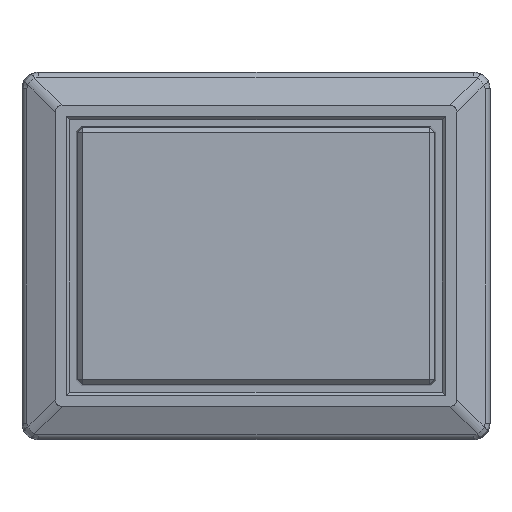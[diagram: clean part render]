
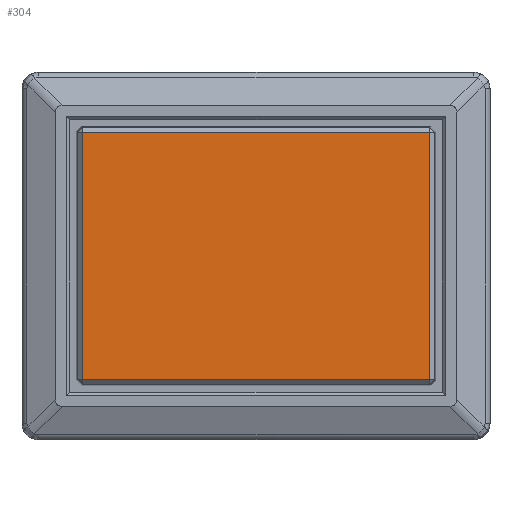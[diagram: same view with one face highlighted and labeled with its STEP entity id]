
A CAD part, top view. The second image highlights one B-rep face of the part: STEP entity #304.
In plain terms, the highlighted face is planar.
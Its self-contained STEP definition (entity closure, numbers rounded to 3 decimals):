
#304 = ADVANCED_FACE ( 'NONE', ( #11249 ), #16546, .F. ) ;
#499 = VERTEX_POINT ( 'NONE', #4184 ) ;
#1798 = VECTOR ( 'NONE', #12720, 1000. ) ;
#2072 = DIRECTION ( 'NONE',  ( 1., 0., 0. ) ) ;
#2233 = EDGE_CURVE ( 'NONE', #10224, #499, #9200, .T. ) ;
#2338 = LINE ( 'NONE', #7516, #1798 ) ;
#2758 = DIRECTION ( 'NONE',  ( 0., 0., 1. ) ) ;
#2891 = LINE ( 'NONE', #8068, #3160 ) ;
#3014 = EDGE_CURVE ( 'NONE', #8512, #3416, #2891, .T. ) ;
#3160 = VECTOR ( 'NONE', #13276, 1000. ) ;
#3243 = VECTOR ( 'NONE', #2072, 1000. ) ;
#3392 = CARTESIAN_POINT ( 'NONE',  ( 10.396, 0., -7.396 ) ) ;
#3416 = VERTEX_POINT ( 'NONE', #6608 ) ;
#4184 = CARTESIAN_POINT ( 'NONE',  ( 10.396, 0., 7.396 ) ) ;
#4797 = CARTESIAN_POINT ( 'NONE',  ( -10.396, 0., 7.396 ) ) ;
#6608 = CARTESIAN_POINT ( 'NONE',  ( -10.396, 0., -7.396 ) ) ;
#7516 = CARTESIAN_POINT ( 'NONE',  ( 0., 0., -7.396 ) ) ;
#7631 = ORIENTED_EDGE ( 'NONE', *, *, #3014, .F. ) ;
#7939 = EDGE_LOOP ( 'NONE', ( #13584, #8225, #7631, #9225 ) ) ;
#8068 = CARTESIAN_POINT ( 'NONE',  ( -10.396, 0., 0. ) ) ;
#8225 = ORIENTED_EDGE ( 'NONE', *, *, #10903, .F. ) ;
#8512 = VERTEX_POINT ( 'NONE', #15798 ) ;
#8520 = LINE ( 'NONE', #13749, #3243 ) ;
#9200 = LINE ( 'NONE', #14461, #16482 ) ;
#9225 = ORIENTED_EDGE ( 'NONE', *, *, #16354, .T. ) ;
#9975 = DIRECTION ( 'NONE',  ( 0., -1., 0. ) ) ;
#10224 = VERTEX_POINT ( 'NONE', #3392 ) ;
#10903 = EDGE_CURVE ( 'NONE', #3416, #10224, #2338, .T. ) ;
#11249 = FACE_OUTER_BOUND ( 'NONE', #7939, .T. ) ;
#12720 = DIRECTION ( 'NONE',  ( 1., 0., 0. ) ) ;
#13276 = DIRECTION ( 'NONE',  ( 0., 0., -1. ) ) ;
#13584 = ORIENTED_EDGE ( 'NONE', *, *, #2233, .F. ) ;
#13749 = CARTESIAN_POINT ( 'NONE',  ( 0., 0., 7.396 ) ) ;
#14461 = CARTESIAN_POINT ( 'NONE',  ( 10.396, 0., 0. ) ) ;
#15253 = DIRECTION ( 'NONE',  ( 0., 0., -1. ) ) ;
#15798 = CARTESIAN_POINT ( 'NONE',  ( -10.396, 0., 7.396 ) ) ;
#16164 = AXIS2_PLACEMENT_3D ( 'NONE', #4797, #9975, #15253 ) ;
#16354 = EDGE_CURVE ( 'NONE', #8512, #499, #8520, .T. ) ;
#16482 = VECTOR ( 'NONE', #2758, 1000. ) ;
#16546 = PLANE ( 'NONE',  #16164 ) ;
